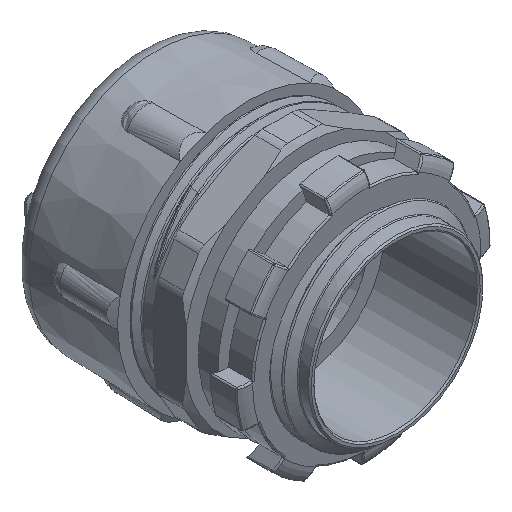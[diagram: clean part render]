
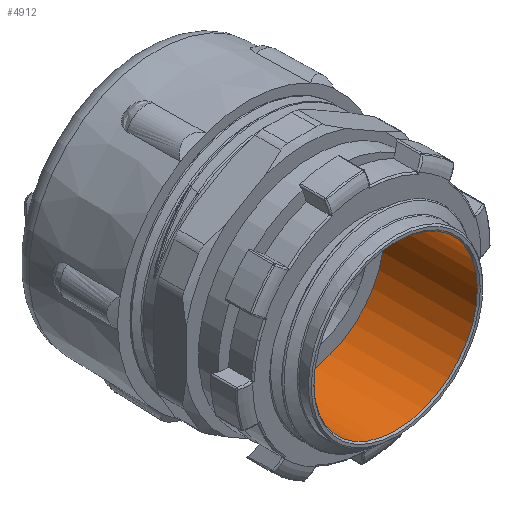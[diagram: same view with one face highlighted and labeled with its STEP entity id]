
A CAD part, isometric view. The second image highlights one B-rep face of the part: STEP entity #4912.
In plain terms, the highlighted cylindrical face has radius 11.1 mm (diameter 22.2 mm), a full revolution.
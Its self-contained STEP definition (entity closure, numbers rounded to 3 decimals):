
#507=FACE_OUTER_BOUND('',#809,.T.);
#809=EDGE_LOOP('',(#3902,#3903,#3904,#3905,#3906));
#896=CIRCLE('',#5023,11.1);
#1070=CIRCLE('',#5321,11.1);
#1071=CIRCLE('',#5322,11.1);
#1534=LINE('',#14013,#1669);
#1669=VECTOR('',#6158,11.1);
#1734=VERTEX_POINT('',#6961);
#2022=VERTEX_POINT('',#14004);
#2023=VERTEX_POINT('',#14006);
#2173=EDGE_CURVE('',#1734,#1734,#896,.T.);
#2679=EDGE_CURVE('',#2022,#2023,#1070,.T.);
#2680=EDGE_CURVE('',#2023,#2022,#1071,.T.);
#2682=EDGE_CURVE('',#1734,#2023,#1534,.T.);
#3902=ORIENTED_EDGE('',*,*,#2173,.T.);
#3903=ORIENTED_EDGE('',*,*,#2682,.T.);
#3904=ORIENTED_EDGE('',*,*,#2679,.F.);
#3905=ORIENTED_EDGE('',*,*,#2680,.F.);
#3906=ORIENTED_EDGE('',*,*,#2682,.F.);
#4377=CYLINDRICAL_SURFACE('',#5325,11.1);
#4912=ADVANCED_FACE('',(#507),#4377,.F.);
#5023=AXIS2_PLACEMENT_3D('',#6962,#5464,#5465);
#5321=AXIS2_PLACEMENT_3D('',#14007,#6148,#6149);
#5322=AXIS2_PLACEMENT_3D('',#14008,#6150,#6151);
#5325=AXIS2_PLACEMENT_3D('',#14012,#6156,#6157);
#5464=DIRECTION('center_axis',(0.,1.,0.));
#5465=DIRECTION('ref_axis',(1.,0.,0.));
#6148=DIRECTION('center_axis',(0.,1.,0.));
#6149=DIRECTION('ref_axis',(1.,0.,0.));
#6150=DIRECTION('center_axis',(0.,1.,0.));
#6151=DIRECTION('ref_axis',(1.,0.,0.));
#6156=DIRECTION('center_axis',(0.,1.,0.));
#6157=DIRECTION('ref_axis',(-1.,0.,0.));
#6158=DIRECTION('',(0.,-1.,0.));
#6961=CARTESIAN_POINT('',(11.1,12.9,0.));
#6962=CARTESIAN_POINT('Origin',(0.,12.9,0.));
#14004=CARTESIAN_POINT('',(-11.1,0.2,0.));
#14006=CARTESIAN_POINT('',(11.1,0.2,0.));
#14007=CARTESIAN_POINT('Origin',(0.,0.2,0.));
#14008=CARTESIAN_POINT('Origin',(0.,0.2,0.));
#14012=CARTESIAN_POINT('Origin',(0.,6.45,0.));
#14013=CARTESIAN_POINT('',(11.1,6.45,0.));
